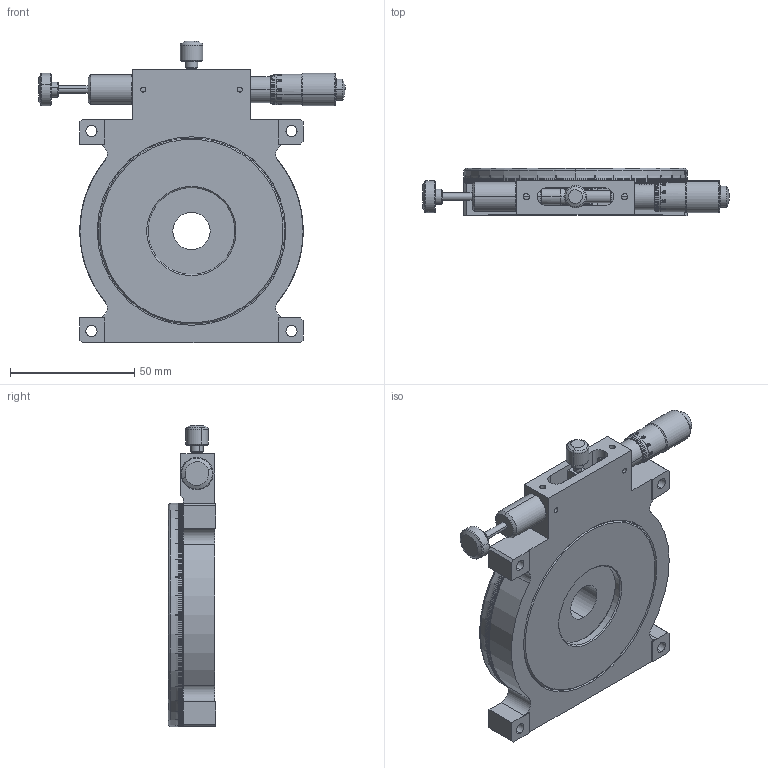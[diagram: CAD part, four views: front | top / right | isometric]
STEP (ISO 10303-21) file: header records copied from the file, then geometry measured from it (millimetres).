
FILE_DESCRIPTION (( 'STEP AP203' ), '1' );
FILE_NAME ('MRL90-AL(«¬¿ý).STEP', '2015-07-15T03:22:29', ( '' ), ( '' ), 'SwSTEP 2.0', 'SolidWorks 2015', '' );
FILE_SCHEMA (( 'CONFIG_CONTROL_DESIGN' ));
Length unit declared in the file: millimetre
Products named in the file (3): Group1^MRL90-AL(模糊化); Group2^MRL90-AL(模糊化); MRL90-AL(型錄)
Assembly tree (2 placements, depth 2):
  MRL90-AL(型錄)
    Group1^MRL90-AL(模糊化)
    Group2^MRL90-AL(模糊化)
Bounding box: 123.59 x 19 x 121.46 mm (x, y, z)
Volume: 130288.8 mm3; surface area: 46396.7 mm2
Topology: 3 solids, 3 shells, 2767 faces, 8025 edges, 5412 vertices
Faces by surface type: plane 2229, bspline 284, cylinder 185, cone 47, torus 14, sphere 8
Entity records: 119884 total; most frequent: CARTESIAN_POINT 49790, ORIENTED_EDGE 16038, DIRECTION 12317, EDGE_CURVE 8019, VERTEX_POINT 5410, LINE 4819, VECTOR 4819, AXIS2_PLACEMENT_3D 3749
